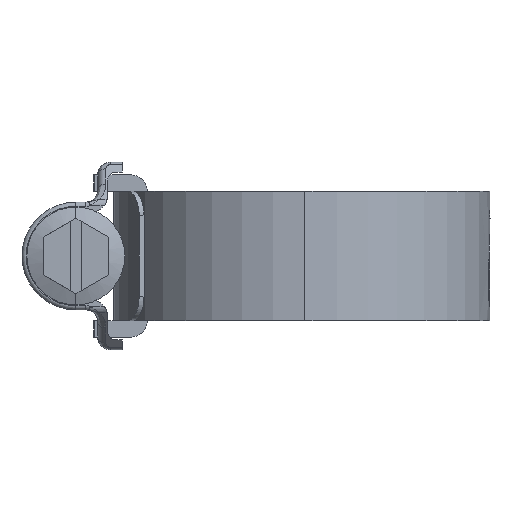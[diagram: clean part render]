
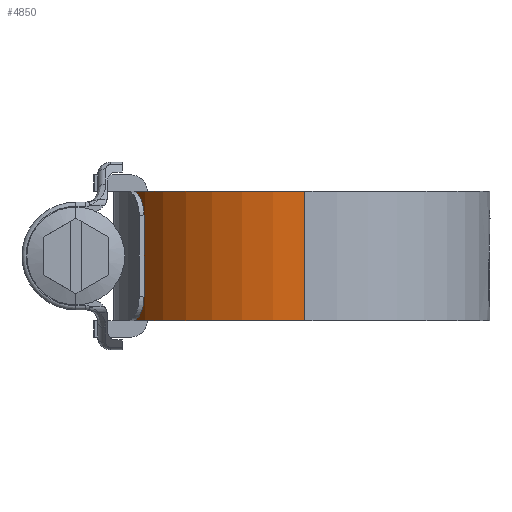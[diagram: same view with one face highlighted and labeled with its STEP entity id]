
A CAD part, left-side view. The second image highlights one B-rep face of the part: STEP entity #4850.
In plain terms, the highlighted cylindrical face has radius 22.69 mm (diameter 45.38 mm), a partial arc.
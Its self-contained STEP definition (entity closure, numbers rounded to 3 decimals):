
#320 = VERTEX_POINT ( 'NONE', #996 ) ;
#542 = DIRECTION ( 'NONE',  ( 0., 0., -1. ) ) ;
#667 = EDGE_CURVE ( 'NONE', #4533, #2060, #1024, .T. ) ;
#683 = CIRCLE ( 'NONE', #2019, 22.69 ) ;
#868 = EDGE_CURVE ( 'NONE', #320, #4886, #683, .T. ) ;
#996 = CARTESIAN_POINT ( 'NONE',  ( 0., 22.69, -7.95 ) ) ;
#1024 = CIRCLE ( 'NONE', #6781, 22.69 ) ;
#1365 = FACE_OUTER_BOUND ( 'NONE', #5807, .T. ) ;
#1420 = CYLINDRICAL_SURFACE ( 'NONE', #4522, 22.69 ) ;
#2019 = AXIS2_PLACEMENT_3D ( 'NONE', #6175, #9307, #2262 ) ;
#2060 = VERTEX_POINT ( 'NONE', #4884 ) ;
#2127 = VECTOR ( 'NONE', #5467, 1000. ) ;
#2146 = CARTESIAN_POINT ( 'NONE',  ( -22.69, 0., -7.95 ) ) ;
#2192 = ORIENTED_EDGE ( 'NONE', *, *, #667, .F. ) ;
#2262 = DIRECTION ( 'NONE',  ( 1., 0., 0. ) ) ;
#2339 = ORIENTED_EDGE ( 'NONE', *, *, #3208, .T. ) ;
#2997 = CARTESIAN_POINT ( 'NONE',  ( -22.69, 0., 7.95 ) ) ;
#3208 = EDGE_CURVE ( 'NONE', #4533, #320, #7680, .T. ) ;
#3311 = DIRECTION ( 'NONE',  ( 0., 0., 1. ) ) ;
#3716 = DIRECTION ( 'NONE',  ( 0., 0., -1. ) ) ;
#3751 = ORIENTED_EDGE ( 'NONE', *, *, #9000, .F. ) ;
#4128 = CARTESIAN_POINT ( 'NONE',  ( 0., 0., 7.95 ) ) ;
#4522 = AXIS2_PLACEMENT_3D ( 'NONE', #9342, #542, #6158 ) ;
#4533 = VERTEX_POINT ( 'NONE', #4576 ) ;
#4576 = CARTESIAN_POINT ( 'NONE',  ( 0., 22.69, 7.95 ) ) ;
#4850 = ADVANCED_FACE ( 'NONE', ( #1365 ), #1420, .T. ) ;
#4884 = CARTESIAN_POINT ( 'NONE',  ( -22.69, 0., 7.95 ) ) ;
#4886 = VERTEX_POINT ( 'NONE', #2146 ) ;
#5417 = LINE ( 'NONE', #2997, #2127 ) ;
#5467 = DIRECTION ( 'NONE',  ( 0., 0., -1. ) ) ;
#5807 = EDGE_LOOP ( 'NONE', ( #3751, #2192, #2339, #6576 ) ) ;
#6158 = DIRECTION ( 'NONE',  ( -1., 0., 0. ) ) ;
#6175 = CARTESIAN_POINT ( 'NONE',  ( 0., 0., -7.95 ) ) ;
#6576 = ORIENTED_EDGE ( 'NONE', *, *, #868, .T. ) ;
#6781 = AXIS2_PLACEMENT_3D ( 'NONE', #4128, #3311, #7273 ) ;
#6809 = VECTOR ( 'NONE', #3716, 1000. ) ;
#7273 = DIRECTION ( 'NONE',  ( 1., 0., 0. ) ) ;
#7680 = LINE ( 'NONE', #9170, #6809 ) ;
#9000 = EDGE_CURVE ( 'NONE', #2060, #4886, #5417, .T. ) ;
#9170 = CARTESIAN_POINT ( 'NONE',  ( 0., 22.69, 7.95 ) ) ;
#9307 = DIRECTION ( 'NONE',  ( 0., 0., 1. ) ) ;
#9342 = CARTESIAN_POINT ( 'NONE',  ( 0., 0., 7.95 ) ) ;
